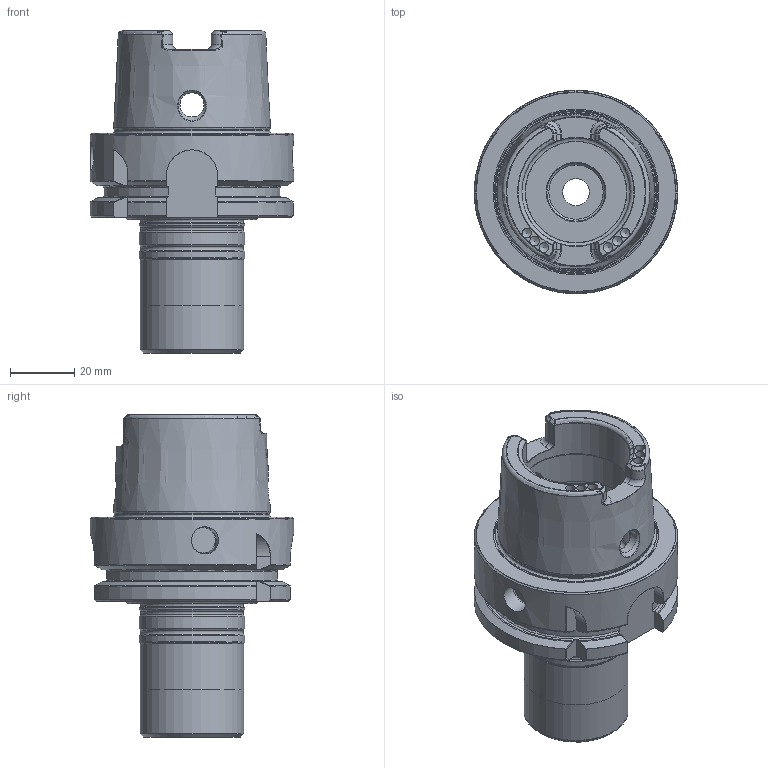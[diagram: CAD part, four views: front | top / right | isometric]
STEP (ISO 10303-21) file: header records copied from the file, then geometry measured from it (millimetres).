
FILE_DESCRIPTION(/* description */ (''),/* implementation_level */ '2;1');
FILE_NAME(/* name */ '456312540.stp',/* time_stamp */ '2021-01-08T12:41:28',/* author */ ('LRA'),/* organization */ ('REGO-FIX'),/* preprocessor_version */ ' Unknown',/* originating_system */ 'SIEMENS PLM Software Solid Edge ST10',/* authorization */ 'Unknown');
FILE_SCHEMA (('AUTOMOTIVE_DESIGN { 1 0 10303 214 2 1 1}'));
Length unit declared in the file: millimetre
Products named in the file (1): NOCUT
Bounding box: 63.3 x 63.3 x 100.2 mm (x, y, z)
Volume: 206462.6 mm3; surface area: 59293.1 mm2
Topology: 2 solids, 2 shells, 296 faces, 779 edges, 493 vertices
Faces by surface type: plane 84, cylinder 83, cone 81, torus 48
Full cylindrical faces by diameter (mm): 3 x12, 7.5 x4, 8.4 x2, 8.5 x2, 10 x2, 16.917 x2, 18 x2, 20 x2, 32 x2, 32.3 x1, 32.5 x3, 32.8 x3, 33.7 x2, 34 x2, 40 x2, 48.129 x1, 48.43 x1, 63 x1, 63.3 x1
Entity records: 10599 total; most frequent: CARTESIAN_POINT 2180, DIRECTION 1288, ORIENTED_EDGE 1182, EDGE_CURVE 591, AXIS2_PLACEMENT_3D 558, FACE_BOUND 452, VERTEX_POINT 445, EDGE_LOOP 440
